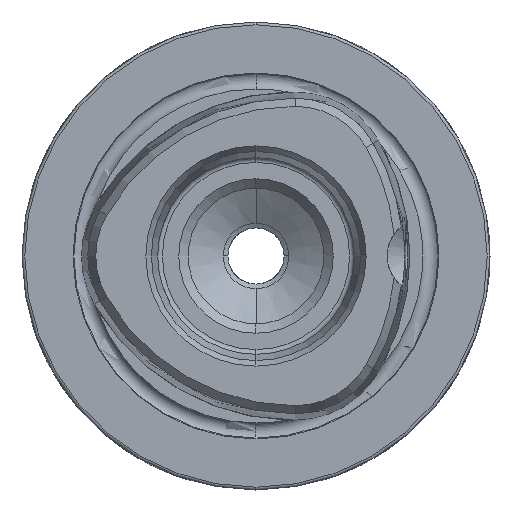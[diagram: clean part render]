
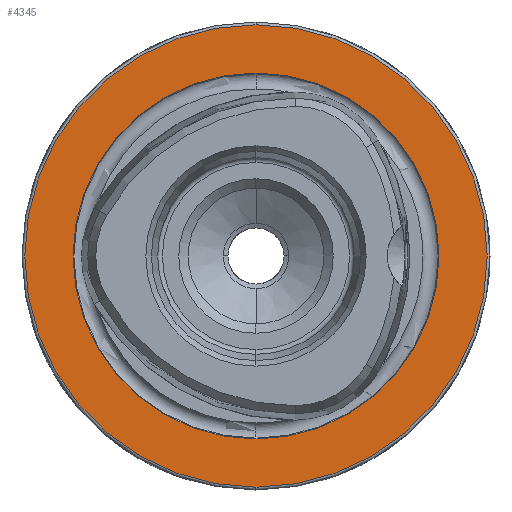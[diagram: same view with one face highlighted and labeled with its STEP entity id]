
A CAD part, left-side view. The second image highlights one B-rep face of the part: STEP entity #4345.
In plain terms, the highlighted planar face has unit normal (-1, 0, 0).
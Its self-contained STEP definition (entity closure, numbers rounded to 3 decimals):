
#1346 = FACE_BOUND ( 'NONE', #4653, .T. ) ;
#1357 = FACE_OUTER_BOUND ( 'NONE', #5070, .T. ) ;
#1581 = VERTEX_POINT ( 'NONE', #3444 ) ;
#1582 = VERTEX_POINT ( 'NONE', #3445 ) ;
#1584 = VERTEX_POINT ( 'NONE', #3447 ) ;
#1892 = VERTEX_POINT ( 'NONE', #3448 ) ;
#2267 = CARTESIAN_POINT ( 'NONE',  ( 0., 0., 0. ) ) ;
#2268 = DIRECTION ( 'NONE',  ( -1., 0., 0. ) ) ;
#2269 = DIRECTION ( 'NONE',  ( 0., 0., 1. ) ) ;
#2292 = CARTESIAN_POINT ( 'NONE',  ( 0., 0., 0. ) ) ;
#2293 = DIRECTION ( 'NONE',  ( -1., 0., 0. ) ) ;
#2294 = DIRECTION ( 'NONE',  ( 0., 0., 1. ) ) ;
#3444 = CARTESIAN_POINT ( 'NONE',  ( 0., 0., -19.55 ) ) ;
#3445 = CARTESIAN_POINT ( 'NONE',  ( 0., 0., 19.55 ) ) ;
#3447 = CARTESIAN_POINT ( 'NONE',  ( 0., 0., 24.7 ) ) ;
#3448 = CARTESIAN_POINT ( 'NONE',  ( 0., 0., -24.7 ) ) ;
#3832 = CIRCLE ( 'NONE', #5281, 19.55 ) ;
#3841 = CIRCLE ( 'NONE', #5284, 24.7 ) ;
#3947 = CARTESIAN_POINT ( 'NONE',  ( 0., 19.55, 0. ) ) ;
#3950 = PLANE ( 'NONE',  #5265 ) ;
#3952 = DIRECTION ( 'NONE',  ( 1., 0., 0. ) ) ;
#3953 = DIRECTION ( 'NONE',  ( 0., 0., -1. ) ) ;
#4345 = ADVANCED_FACE ( 'NONE', ( #1346, #1357 ), #3950, .F. ) ;
#4424 = CIRCLE ( 'NONE', #5351, 19.55 ) ;
#4429 = CIRCLE ( 'NONE', #5352, 24.7 ) ;
#4624 = ORIENTED_EDGE ( 'NONE', *, *, #5537, .F. ) ;
#4634 = ORIENTED_EDGE ( 'NONE', *, *, #5740, .F. ) ;
#4638 = ORIENTED_EDGE ( 'NONE', *, *, #5542, .T. ) ;
#4640 = ORIENTED_EDGE ( 'NONE', *, *, #5741, .T. ) ;
#4653 = EDGE_LOOP ( 'NONE', ( #4634, #4624 ) ) ;
#5070 = EDGE_LOOP ( 'NONE', ( #4638, #4640 ) ) ;
#5265 = AXIS2_PLACEMENT_3D ( 'NONE', #3947, #3952, #3953 ) ;
#5281 = AXIS2_PLACEMENT_3D ( 'NONE', #2267, #2268, #2269 ) ;
#5284 = AXIS2_PLACEMENT_3D ( 'NONE', #2292, #2293, #2294 ) ;
#5351 = AXIS2_PLACEMENT_3D ( 'NONE', #5866, #5867, #5868 ) ;
#5352 = AXIS2_PLACEMENT_3D ( 'NONE', #5869, #5870, #5871 ) ;
#5537 = EDGE_CURVE ( 'NONE', #1581, #1582, #3832, .T. ) ;
#5542 = EDGE_CURVE ( 'NONE', #1584, #1892, #3841, .T. ) ;
#5740 = EDGE_CURVE ( 'NONE', #1582, #1581, #4424, .T. ) ;
#5741 = EDGE_CURVE ( 'NONE', #1892, #1584, #4429, .T. ) ;
#5866 = CARTESIAN_POINT ( 'NONE',  ( 0., 0., 0. ) ) ;
#5867 = DIRECTION ( 'NONE',  ( -1., 0., 0. ) ) ;
#5868 = DIRECTION ( 'NONE',  ( 0., 0., 1. ) ) ;
#5869 = CARTESIAN_POINT ( 'NONE',  ( 0., 0., 0. ) ) ;
#5870 = DIRECTION ( 'NONE',  ( -1., 0., 0. ) ) ;
#5871 = DIRECTION ( 'NONE',  ( 0., 0., 1. ) ) ;
